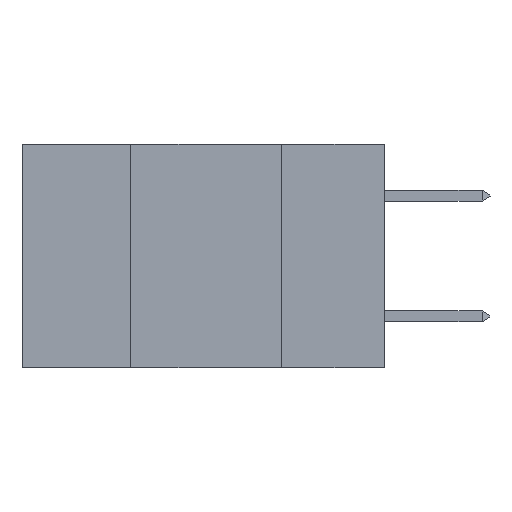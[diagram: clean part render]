
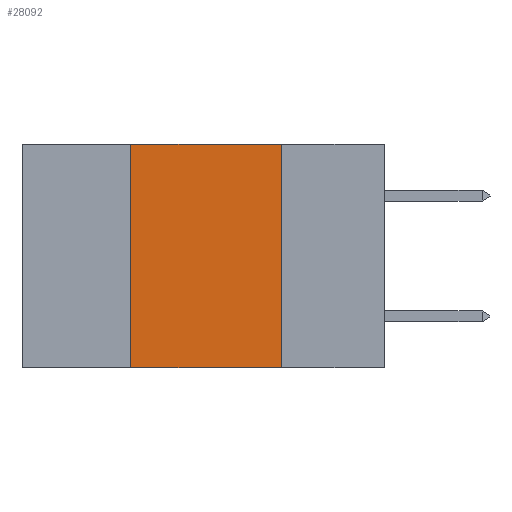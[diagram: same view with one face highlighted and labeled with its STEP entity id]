
A CAD part, left-side view. The second image highlights one B-rep face of the part: STEP entity #28092.
In plain terms, the highlighted planar face has unit normal (-1, 0, 0).
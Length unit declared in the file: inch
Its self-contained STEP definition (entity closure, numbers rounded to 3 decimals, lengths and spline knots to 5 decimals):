
#2141 = LINE ( 'NONE', #11960, #35908 ) ;
#3990 = AXIS2_PLACEMENT_3D ( 'NONE', #30379, #26815, #19922 ) ;
#4907 = ORIENTED_EDGE ( 'NONE', *, *, #34359, .F. ) ;
#5240 = LINE ( 'NONE', #29090, #27643 ) ;
#5568 = VERTEX_POINT ( 'NONE', #17501 ) ;
#8118 = DIRECTION ( 'NONE',  ( 0., 0., -1. ) ) ;
#8134 = EDGE_CURVE ( 'NONE', #37036, #12347, #25707, .T. ) ;
#8370 = DIRECTION ( 'NONE',  ( 0., -1., 0. ) ) ;
#10413 = VECTOR ( 'NONE', #8118, 39.37008 ) ;
#10933 = DIRECTION ( 'NONE',  ( 0., -1., 0. ) ) ;
#11960 = CARTESIAN_POINT ( 'NONE',  ( 0., 0.6, 0. ) ) ;
#12347 = VERTEX_POINT ( 'NONE', #30403 ) ;
#12501 = ORIENTED_EDGE ( 'NONE', *, *, #8134, .F. ) ;
#12772 = LINE ( 'NONE', #17866, #33451 ) ;
#13238 = FACE_OUTER_BOUND ( 'NONE', #18042, .T. ) ;
#14727 = EDGE_CURVE ( 'NONE', #5568, #37036, #2141, .T. ) ;
#17501 = CARTESIAN_POINT ( 'NONE',  ( 0., 0.42, 0. ) ) ;
#17866 = CARTESIAN_POINT ( 'NONE',  ( 0., 0.42, 0. ) ) ;
#18042 = EDGE_LOOP ( 'NONE', ( #12501, #34229, #4907, #30206 ) ) ;
#19922 = DIRECTION ( 'NONE',  ( 0., 0., -1. ) ) ;
#25707 = LINE ( 'NONE', #28834, #10413 ) ;
#26599 = PLANE ( 'NONE',  #3990 ) ;
#26815 = DIRECTION ( 'NONE',  ( 1., 0., 0. ) ) ;
#27643 = VECTOR ( 'NONE', #8370, 39.37008 ) ;
#28092 = ADVANCED_FACE ( 'NONE', ( #13238 ), #26599, .F. ) ;
#28834 = CARTESIAN_POINT ( 'NONE',  ( 0., 0.17, 0. ) ) ;
#29090 = CARTESIAN_POINT ( 'NONE',  ( 0., 0.6, -0.37 ) ) ;
#30206 = ORIENTED_EDGE ( 'NONE', *, *, #32374, .T. ) ;
#30379 = CARTESIAN_POINT ( 'NONE',  ( 0., 0.6, 0. ) ) ;
#30403 = CARTESIAN_POINT ( 'NONE',  ( 0., 0.17, -0.37 ) ) ;
#30653 = CARTESIAN_POINT ( 'NONE',  ( 0., 0.42, -0.37 ) ) ;
#32374 = EDGE_CURVE ( 'NONE', #42114, #12347, #5240, .T. ) ;
#33451 = VECTOR ( 'NONE', #35230, 39.37008 ) ;
#34229 = ORIENTED_EDGE ( 'NONE', *, *, #14727, .F. ) ;
#34359 = EDGE_CURVE ( 'NONE', #42114, #5568, #12772, .T. ) ;
#35230 = DIRECTION ( 'NONE',  ( 0., 0., 1. ) ) ;
#35908 = VECTOR ( 'NONE', #10933, 39.37008 ) ;
#37036 = VERTEX_POINT ( 'NONE', #40649 ) ;
#40649 = CARTESIAN_POINT ( 'NONE',  ( 0., 0.17, 0. ) ) ;
#42114 = VERTEX_POINT ( 'NONE', #30653 ) ;
